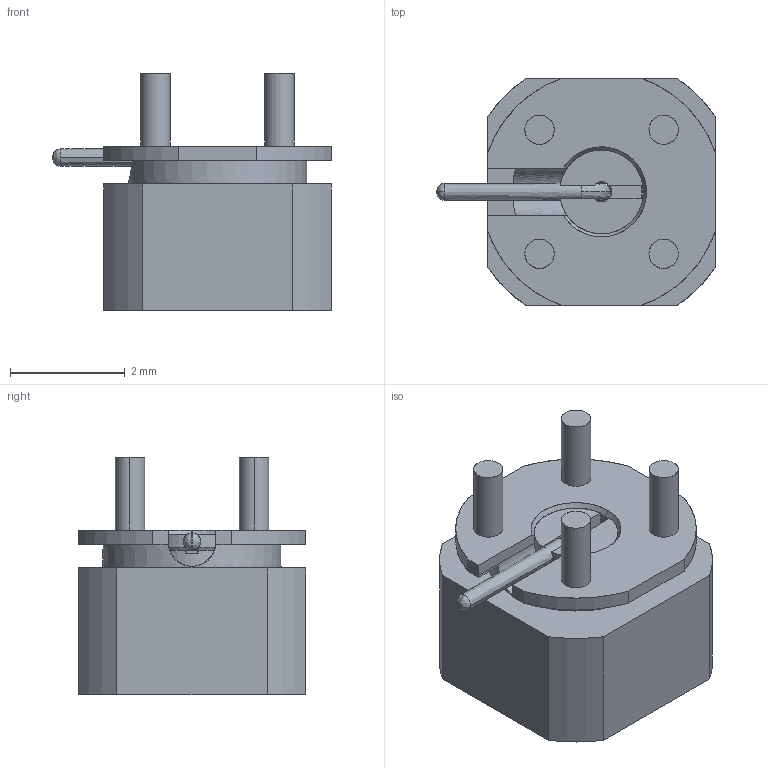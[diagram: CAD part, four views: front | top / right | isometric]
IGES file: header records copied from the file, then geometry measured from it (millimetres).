
Start section: SolidWorks IGES file using analytic representation for surfaces
Global section: file name: R201.428.730.IGS; native system: SolidWorks 2017; preprocessor: SolidWorks 2017; author: leleu_p; date: 170620.071517; units: millimetre
Bounding box: 4.85 x 3.96 x 4.14 mm (x, y, z)
Surface area: 110.7 mm2 (no closed solid volume)
Topology: 0 solids, 0 shells, 105 faces, 1051 edges, 1051 vertices
Faces by surface type: revolution 56, bspline 49
